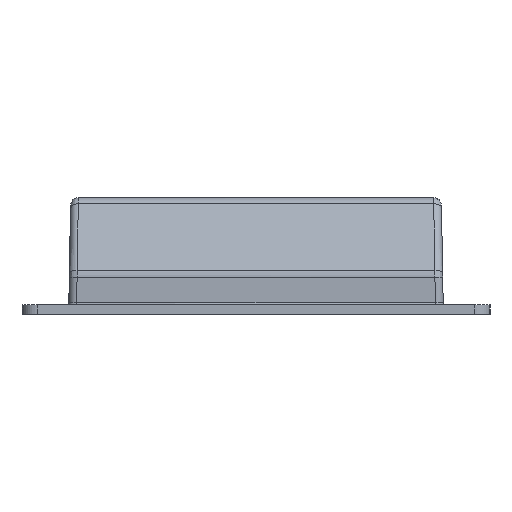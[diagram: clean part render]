
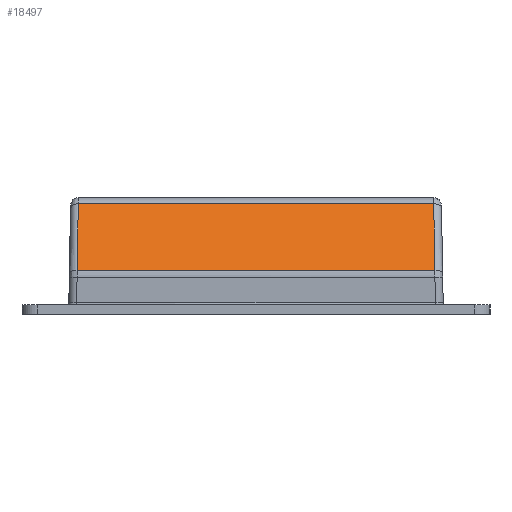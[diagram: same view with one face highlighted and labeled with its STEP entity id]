
A CAD part, left-side view. The second image highlights one B-rep face of the part: STEP entity #18497.
In plain terms, the highlighted planar face has unit normal (-0.887, 0, 0.463).
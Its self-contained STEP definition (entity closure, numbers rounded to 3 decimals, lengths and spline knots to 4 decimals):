
#18478=AXIS2_PLACEMENT_3D('Plane Axis2P3D',#18475,#18476,#18477) ;
#3814=CARTESIAN_POINT('Vertex',(0.8315,0.9022,1.7706)) ;
#3863=CARTESIAN_POINT('Vertex',(0.2784,0.8837,0.7103)) ;
#3873=CARTESIAN_POINT('Line Origine',(0.4661,0.89,1.0702)) ;
#18448=CARTESIAN_POINT('Line Origine',(0.2784,3.75,0.7103)) ;
#18452=CARTESIAN_POINT('Vertex',(0.2784,6.6163,0.7103)) ;
#18475=CARTESIAN_POINT('Axis2P3D Location',(0.25,-0.45,0.656)) ;
#18480=CARTESIAN_POINT('Line Origine',(0.8315,3.75,1.7706)) ;
#18484=CARTESIAN_POINT('Vertex',(0.8315,6.5978,1.7706)) ;
#18488=CARTESIAN_POINT('Control Point',(0.2784,6.6163,0.7103)) ;
#18489=CARTESIAN_POINT('Control Point',(0.8315,6.5978,1.7706)) ;
#3874=DIRECTION('Vector Direction',(0.463,0.015,0.886)) ;
#18449=DIRECTION('Vector Direction',(0.,1.,0.)) ;
#18476=DIRECTION('Axis2P3D Direction',(0.887,0.,-0.463)) ;
#18477=DIRECTION('Axis2P3D XDirection',(0.,1.,0.)) ;
#18481=DIRECTION('Vector Direction',(0.,1.,0.)) ;
#3875=VECTOR('Line Direction',#3874,0.0394) ;
#18450=VECTOR('Line Direction',#18449,0.0394) ;
#18482=VECTOR('Line Direction',#18481,0.0394) ;
#18492=ORIENTED_EDGE('',*,*,#3877,.T.) ;
#18493=ORIENTED_EDGE('',*,*,#18486,.T.) ;
#18494=ORIENTED_EDGE('',*,*,#18490,.T.) ;
#18495=ORIENTED_EDGE('',*,*,#18454,.T.) ;
#18497=ADVANCED_FACE('MASTER MODEL',(#18496),#18479,.F.) ;
#18487=B_SPLINE_CURVE_WITH_KNOTS('',1,(#18488,#18489),.UNSPECIFIED.,.F.,.U.,(2,2),(-10.3111,20.0691),.UNSPECIFIED.) ;
#3877=EDGE_CURVE('',#3864,#3815,#3876,.T.) ;
#18454=EDGE_CURVE('',#18453,#3864,#18451,.F.) ;
#18486=EDGE_CURVE('',#3815,#18485,#18483,.T.) ;
#18490=EDGE_CURVE('',#18485,#18453,#18487,.F.) ;
#18491=EDGE_LOOP('',(#18492,#18493,#18494,#18495)) ;
#18496=FACE_OUTER_BOUND('',#18491,.T.) ;
#3876=LINE('Line',#3873,#3875) ;
#18451=LINE('Line',#18448,#18450) ;
#18483=LINE('Line',#18480,#18482) ;
#18479=PLANE('',#18478) ;
#3815=VERTEX_POINT('',#3814) ;
#3864=VERTEX_POINT('',#3863) ;
#18453=VERTEX_POINT('',#18452) ;
#18485=VERTEX_POINT('',#18484) ;
